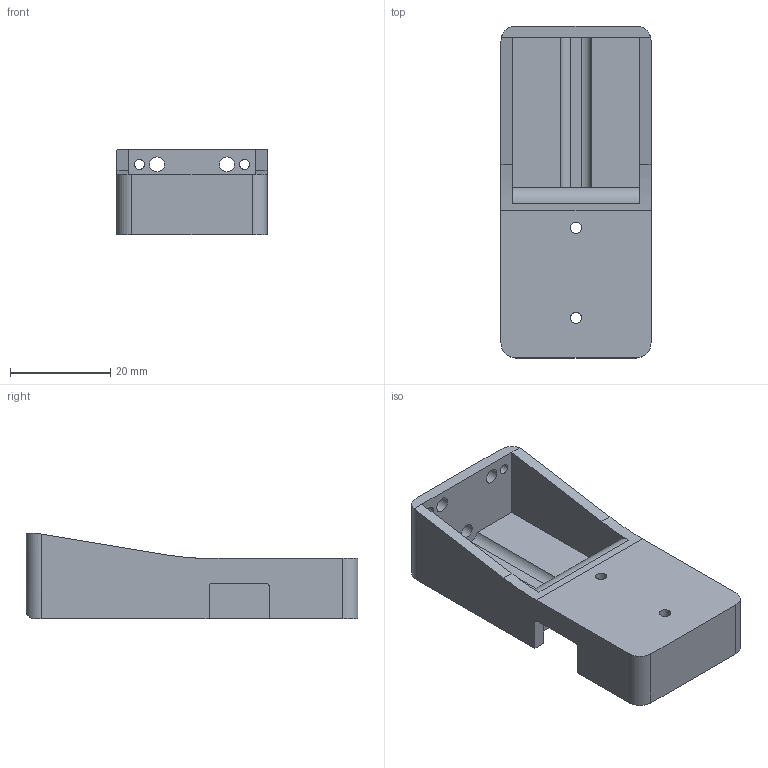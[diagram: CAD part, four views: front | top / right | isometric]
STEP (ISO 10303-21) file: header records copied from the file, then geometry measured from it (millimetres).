
FILE_DESCRIPTION(/* description */ (''),/* implementation_level */ '2;1');
FILE_NAME(/* name */ 'gelsight-mini-robotis-finger.step',/* time_stamp */ '2023-11-10T16:46:44+01:00',/* author */ (''),/* organization */ (''),/* preprocessor_version */ 'ST-DEVELOPER v20',/* originating_system */ 'Autodesk Translation Framework v12.14.0.127',/* authorisation */ '');
FILE_SCHEMA (('AUTOMOTIVE_DESIGN { 1 0 10303 214 3 1 1 }'));
Length unit declared in the file: millimetre
Products named in the file (1): gelsight-mini-robotis-finger
Bounding box: 30 x 66.3 x 17 mm (x, y, z)
Volume: 9249.4 mm3; surface area: 8662.7 mm2
Topology: 1 solids, 1 shells, 52 faces, 148 edges, 98 vertices
Faces by surface type: plane 33, cylinder 19
Full cylindrical faces by diameter (mm): 2 x2, 2.25 x2, 3 x3
Entity records: 1768 total; most frequent: CARTESIAN_POINT 299, DIRECTION 298, ORIENTED_EDGE 296, EDGE_CURVE 148, LINE 104, VECTOR 104, VERTEX_POINT 98, AXIS2_PLACEMENT_3D 97
